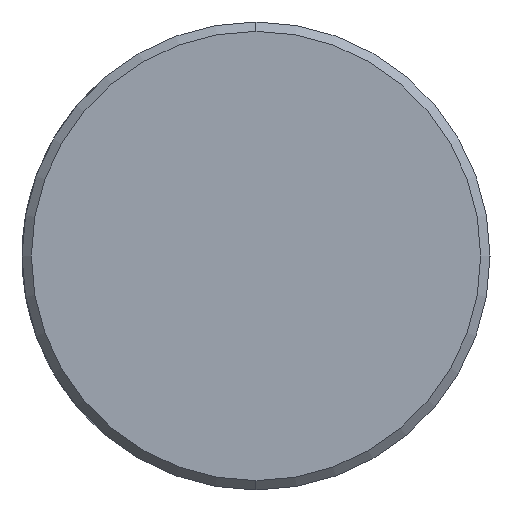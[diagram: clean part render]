
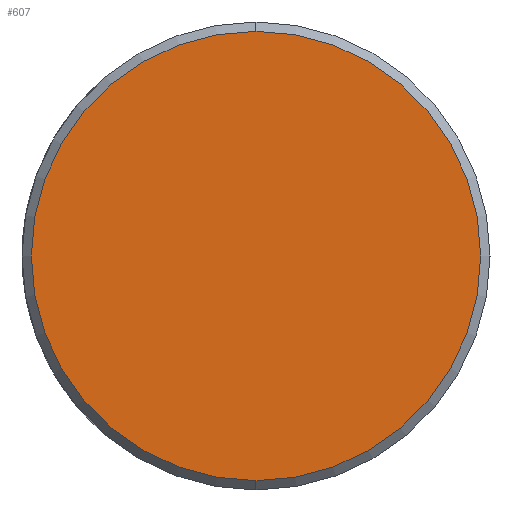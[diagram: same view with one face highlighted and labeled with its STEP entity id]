
A CAD part, left-side view. The second image highlights one B-rep face of the part: STEP entity #607.
In plain terms, the highlighted planar face has unit normal (-1, 0, 0).
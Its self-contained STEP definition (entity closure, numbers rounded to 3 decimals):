
#8 = DIRECTION ( 'NONE',  ( 1., 0., 0. ) ) ;
#35 = AXIS2_PLACEMENT_3D ( 'NONE', #61, #255, #573 ) ;
#61 = CARTESIAN_POINT ( 'NONE',  ( -72., 0., 0. ) ) ;
#69 = DIRECTION ( 'NONE',  ( 0., 0., 1. ) ) ;
#143 = CIRCLE ( 'NONE', #338, 4.8 ) ;
#161 = DIRECTION ( 'NONE',  ( -1., 0., 0. ) ) ;
#171 = PLANE ( 'NONE',  #609 ) ;
#186 = ORIENTED_EDGE ( 'NONE', *, *, #560, .T. ) ;
#255 = DIRECTION ( 'NONE',  ( -1., 0., 0. ) ) ;
#257 = DIRECTION ( 'NONE',  ( 0., 0., 1. ) ) ;
#324 = CIRCLE ( 'NONE', #35, 4.8 ) ;
#338 = AXIS2_PLACEMENT_3D ( 'NONE', #630, #161, #69 ) ;
#421 = CARTESIAN_POINT ( 'NONE',  ( -72., 0., -4.8 ) ) ;
#493 = VERTEX_POINT ( 'NONE', #584 ) ;
#560 = EDGE_CURVE ( 'NONE', #493, #634, #324, .T. ) ;
#573 = DIRECTION ( 'NONE',  ( 0., 0., 1. ) ) ;
#584 = CARTESIAN_POINT ( 'NONE',  ( -72., 0., 4.8 ) ) ;
#587 = EDGE_CURVE ( 'NONE', #634, #493, #143, .T. ) ;
#607 = ADVANCED_FACE ( 'NONE', ( #623 ), #171, .F. ) ;
#609 = AXIS2_PLACEMENT_3D ( 'NONE', #621, #8, #257 ) ;
#615 = EDGE_LOOP ( 'NONE', ( #186, #639 ) ) ;
#621 = CARTESIAN_POINT ( 'NONE',  ( -72., 0., 0. ) ) ;
#623 = FACE_OUTER_BOUND ( 'NONE', #615, .T. ) ;
#630 = CARTESIAN_POINT ( 'NONE',  ( -72., 0., 0. ) ) ;
#634 = VERTEX_POINT ( 'NONE', #421 ) ;
#639 = ORIENTED_EDGE ( 'NONE', *, *, #587, .T. ) ;
